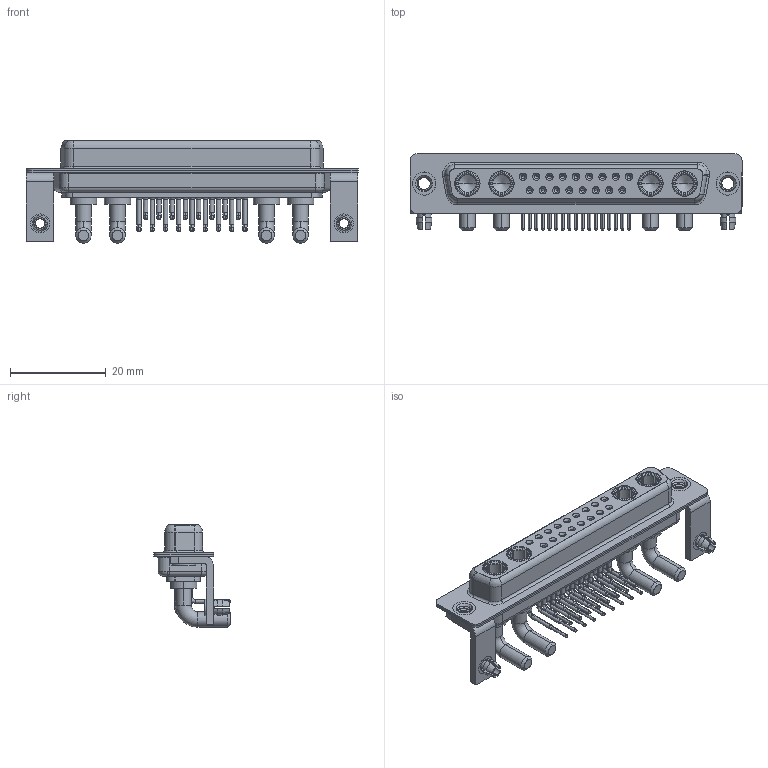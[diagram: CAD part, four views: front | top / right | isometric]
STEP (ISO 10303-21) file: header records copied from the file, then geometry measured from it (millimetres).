
FILE_DESCRIPTION (( 'STEP AP203' ), '1' );
FILE_NAME ('630-21W4240-3NB.STEP', '2022-06-08T13:59:18', ( '' ), ( '' ), 'SwSTEP 2.0', 'SolidWorks 2020', '' );
FILE_SCHEMA (( 'CONFIG_CONTROL_DESIGN' ));
Length unit declared in the file: millimetre
Products named in the file (10): 630-21W4240-3NB; 630Combo Contact Row 1; 630Combo Contact Row 2; 630Combo Housing_21W4; 630Combo Threaded Rivet_B; 630Combo Shell Rear_37 Contacts; 630Combo Board Lock; 630Combo Stabilizer Bracket; Power Socket_30A RA; 630Combo Shell Front_37 Contacts
Assembly tree (30 placements, depth 2):
  630-21W4240-3NB
    630Combo Housing_21W4
    630Combo Shell Front_37 Contacts
    630Combo Shell Rear_37 Contacts
    630Combo Threaded Rivet_B  x2
    630Combo Stabilizer Bracket  x2
    630Combo Board Lock  x2
    Power Socket_30A RA  x4
    630Combo Contact Row 1  x9
    630Combo Contact Row 2  x8
Bounding box: 69.4 x 16 x 21.4 mm (x, y, z)
Volume: 6086.7 mm3; surface area: 13429.4 mm2
Topology: 34 solids, 34 shells, 1622 faces, 4148 edges, 2630 vertices
Faces by surface type: cylinder 678, plane 506, cone 279, torus 81, bspline 78
Entity records: 24337 total; most frequent: CARTESIAN_POINT 5560, DIRECTION 3900, ORIENTED_EDGE 3392, EDGE_CURVE 1696, AXIS2_PLACEMENT_3D 1607, VERTEX_POINT 1085, CIRCLE 881, EDGE_LOOP 841
